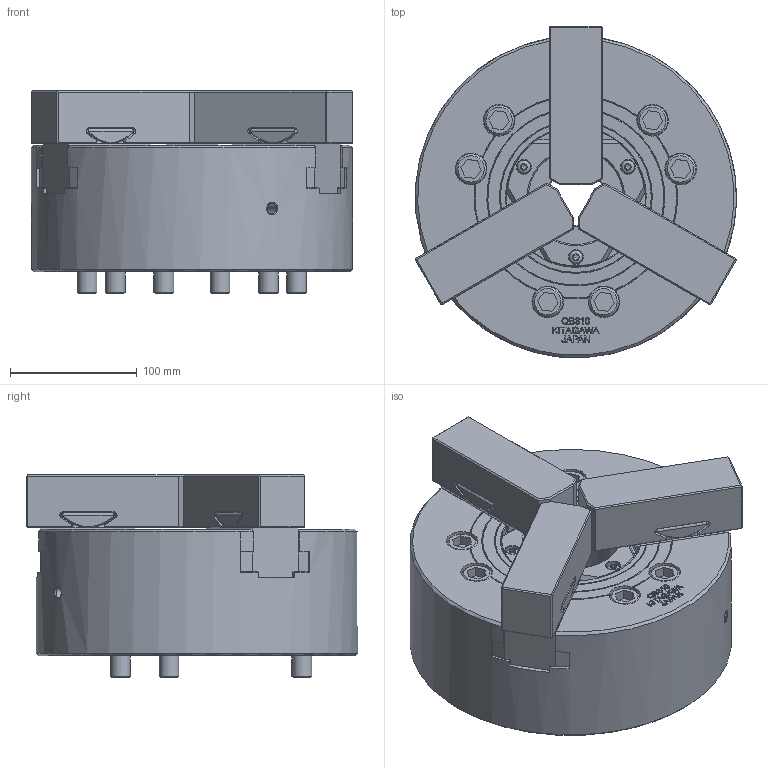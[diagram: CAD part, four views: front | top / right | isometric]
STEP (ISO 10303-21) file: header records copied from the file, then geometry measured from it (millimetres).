
FILE_DESCRIPTION(/* description */ ('Unknown'),/* implementation_level */ '2;1');
FILE_NAME(/* name */ 'QB310-Solid',/* time_stamp */ '2019-08-14T15:18:24+01:00',/* author */ ('Unknown'),/* organization */ ('Unknown'),/* preprocessor_version */ 'ST-DEVELOPER v16.7',/* originating_system */ 'DEX',/* authorisation */ $);
FILE_SCHEMA (('AUTOMOTIVE_DESIGN {1 0 10303 214 3 1 1}'));
Length unit declared in the file: millimetre
Products named in the file (1): QB310_mid stroke
Bounding box: 253.76 x 261.65 x 160 mm (x, y, z)
Volume: 4778100.8 mm3; surface area: 623773.6 mm2
Topology: 26 solids, 26 shells, 1330 faces, 3435 edges, 2221 vertices
Faces by surface type: plane 800, cylinder 212, cone 180, bspline 93, torus 42, sphere 3
Full cylindrical faces by diameter (mm): 5.2 x4, 5.795 x3, 6.6 x3, 6.8 x3, 8.5 x8, 9.732 x6, 10 x3, 10.5 x3, 11 x9, 15.682 x6, 16 x6, 17 x12, 18 x3, 24 x6, 25 x6, 45 x1, 75 x2, 79 x2, 80 x1, 81 x1, 86 x1, 94 x2, 143 x1, 150 x1, 220 x1, 254 x1
Entity records: 42430 total; most frequent: CARTESIAN_POINT 11303, ORIENTED_EDGE 6266, DIRECTION 6148, EDGE_CURVE 3133, VERTEX_POINT 2149, AXIS2_PLACEMENT_3D 2095, LINE 1958, VECTOR 1958
